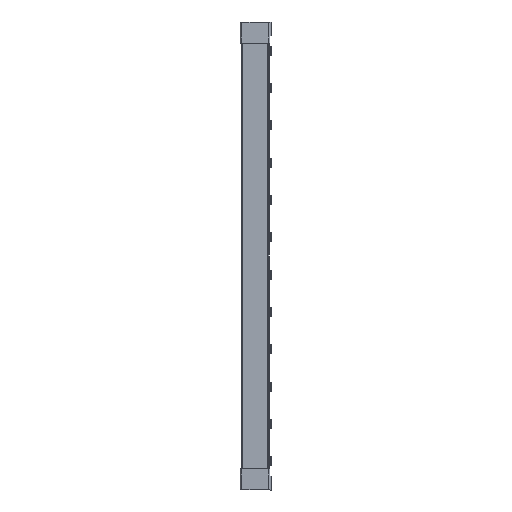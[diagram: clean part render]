
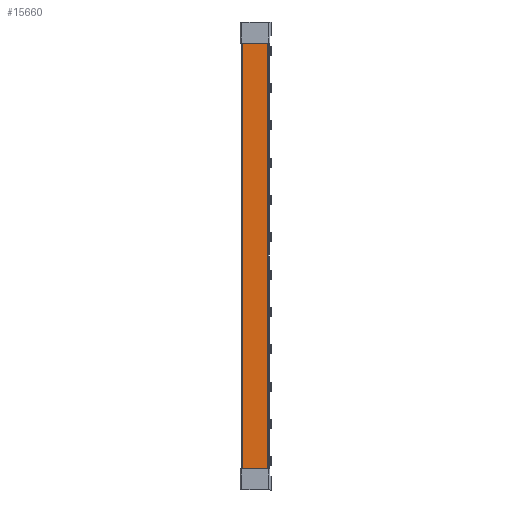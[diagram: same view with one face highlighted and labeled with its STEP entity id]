
A CAD part, front view. The second image highlights one B-rep face of the part: STEP entity #15660.
In plain terms, the highlighted planar face has unit normal (0, -1, 0).
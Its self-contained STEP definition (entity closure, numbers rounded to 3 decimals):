
#2 = EDGE_CURVE ( 'NONE', #19220, #19234, #9006, .T. ) ;
#24 = EDGE_CURVE ( 'NONE', #19234, #19173, #9074, .T. ) ;
#47 = EDGE_CURVE ( 'NONE', #19244, #19220, #9170, .T. ) ;
#111 = EDGE_CURVE ( 'NONE', #19173, #19244, #8199, .T. ) ;
#5783 = FACE_OUTER_BOUND ( 'NONE', #8944, .T. ) ;
#5784 = CARTESIAN_POINT ( 'NONE',  ( 0., 0., 219. ) ) ;
#5814 = PLANE ( 'NONE',  #10914 ) ;
#5815 = DIRECTION ( 'NONE',  ( -1., 0., 0. ) ) ;
#5829 = DIRECTION ( 'NONE',  ( 0., 1., 0. ) ) ;
#8195 = CARTESIAN_POINT ( 'NONE',  ( 0., 0., 9.1 ) ) ;
#8196 = DIRECTION ( 'NONE',  ( -1., 0., 0. ) ) ;
#8199 = LINE ( 'NONE', #8195, #12012 ) ;
#8944 = EDGE_LOOP ( 'NONE', ( #20242, #20292, #20252, #20296 ) ) ;
#9002 = CARTESIAN_POINT ( 'NONE',  ( 0., 0., 209.9 ) ) ;
#9006 = LINE ( 'NONE', #9002, #11951 ) ;
#9035 = DIRECTION ( 'NONE',  ( 1., 0., 0. ) ) ;
#9074 = LINE ( 'NONE', #9091, #11948 ) ;
#9075 = DIRECTION ( 'NONE',  ( 0., 0., -1. ) ) ;
#9091 = CARTESIAN_POINT ( 'NONE',  ( 11.802, 0., 219. ) ) ;
#9170 = LINE ( 'NONE', #9172, #12034 ) ;
#9172 = CARTESIAN_POINT ( 'NONE',  ( 0., 0., 219. ) ) ;
#9177 = DIRECTION ( 'NONE',  ( 0., 0., 1. ) ) ;
#10914 = AXIS2_PLACEMENT_3D ( 'NONE', #5784, #5829, #5815 ) ;
#11948 = VECTOR ( 'NONE', #9075, 1000. ) ;
#11951 = VECTOR ( 'NONE', #9035, 1000. ) ;
#12012 = VECTOR ( 'NONE', #8196, 1000. ) ;
#12034 = VECTOR ( 'NONE', #9177, 1000. ) ;
#15660 = ADVANCED_FACE ( 'NONE', ( #5783 ), #5814, .F. ) ;
#19173 = VERTEX_POINT ( 'NONE', #21543 ) ;
#19220 = VERTEX_POINT ( 'NONE', #21540 ) ;
#19234 = VERTEX_POINT ( 'NONE', #21606 ) ;
#19244 = VERTEX_POINT ( 'NONE', #21602 ) ;
#20242 = ORIENTED_EDGE ( 'NONE', *, *, #111, .F. ) ;
#20252 = ORIENTED_EDGE ( 'NONE', *, *, #2, .F. ) ;
#20292 = ORIENTED_EDGE ( 'NONE', *, *, #24, .F. ) ;
#20296 = ORIENTED_EDGE ( 'NONE', *, *, #47, .F. ) ;
#21540 = CARTESIAN_POINT ( 'NONE',  ( 0., 0., 209.9 ) ) ;
#21543 = CARTESIAN_POINT ( 'NONE',  ( 11.802, 0., 9.1 ) ) ;
#21602 = CARTESIAN_POINT ( 'NONE',  ( 0., 0., 9.1 ) ) ;
#21606 = CARTESIAN_POINT ( 'NONE',  ( 11.802, 0., 209.9 ) ) ;
